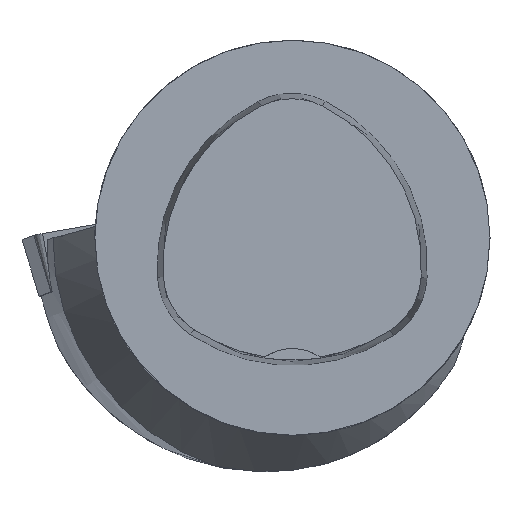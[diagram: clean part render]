
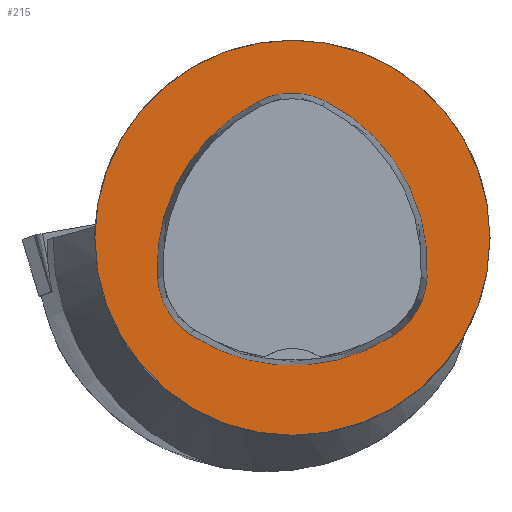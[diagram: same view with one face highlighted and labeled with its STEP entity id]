
A CAD part, top view. The second image highlights one B-rep face of the part: STEP entity #215.
In plain terms, the highlighted planar face has unit normal (0, 0, 1).
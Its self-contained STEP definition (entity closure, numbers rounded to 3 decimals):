
#215=ADVANCED_FACE('',(#398,#399),#252,.T.);
#252=PLANE('',#1168);
#398=FACE_BOUND('',#454,.T.);
#399=FACE_BOUND('',#455,.T.);
#454=EDGE_LOOP('',(#646,#647,#648,#649,#650,#651));
#455=EDGE_LOOP('',(#652));
#646=ORIENTED_EDGE('',*,*,#931,.T.);
#647=ORIENTED_EDGE('',*,*,#911,.T.);
#648=ORIENTED_EDGE('',*,*,#915,.T.);
#649=ORIENTED_EDGE('',*,*,#918,.T.);
#650=ORIENTED_EDGE('',*,*,#921,.T.);
#651=ORIENTED_EDGE('',*,*,#929,.T.);
#652=ORIENTED_EDGE('',*,*,#902,.F.);
#798=VERTEX_POINT('',#1825);
#807=VERTEX_POINT('',#1844);
#808=VERTEX_POINT('',#1845);
#811=VERTEX_POINT('',#1853);
#813=VERTEX_POINT('',#1859);
#815=VERTEX_POINT('',#1865);
#822=VERTEX_POINT('',#1886);
#902=EDGE_CURVE('',#798,#798,#980,.T.);
#911=EDGE_CURVE('',#807,#808,#981,.T.);
#915=EDGE_CURVE('',#808,#811,#983,.T.);
#918=EDGE_CURVE('',#811,#813,#985,.T.);
#921=EDGE_CURVE('',#813,#815,#987,.T.);
#929=EDGE_CURVE('',#815,#822,#991,.T.);
#931=EDGE_CURVE('',#822,#807,#993,.T.);
#980=CIRCLE('',#1140,16.);
#981=CIRCLE('',#1146,15.);
#983=CIRCLE('',#1149,6.);
#985=CIRCLE('',#1152,15.);
#987=CIRCLE('',#1155,6.);
#991=CIRCLE('',#1160,15.);
#993=CIRCLE('',#1163,6.);
#1140=AXIS2_PLACEMENT_3D('',#1824,#1347,#1348);
#1146=AXIS2_PLACEMENT_3D('',#1843,#1363,#1364);
#1149=AXIS2_PLACEMENT_3D('',#1852,#1371,#1372);
#1152=AXIS2_PLACEMENT_3D('',#1858,#1378,#1379);
#1155=AXIS2_PLACEMENT_3D('',#1864,#1385,#1386);
#1160=AXIS2_PLACEMENT_3D('',#1887,#1397,#1398);
#1163=AXIS2_PLACEMENT_3D('',#1890,#1403,#1404);
#1168=AXIS2_PLACEMENT_3D('',#1895,#1413,#1414);
#1347=DIRECTION('',(0.,0.,-1.));
#1348=DIRECTION('',(-1.,0.,0.));
#1363=DIRECTION('',(0.,0.,-1.));
#1364=DIRECTION('',(-1.,0.,0.));
#1371=DIRECTION('',(0.,0.,-1.));
#1372=DIRECTION('',(-1.,0.,0.));
#1378=DIRECTION('',(0.,0.,-1.));
#1379=DIRECTION('',(-1.,0.,0.));
#1385=DIRECTION('',(0.,0.,-1.));
#1386=DIRECTION('',(-1.,0.,0.));
#1397=DIRECTION('',(0.,0.,-1.));
#1398=DIRECTION('',(-1.,0.,0.));
#1403=DIRECTION('',(0.,0.,-1.));
#1404=DIRECTION('',(-1.,0.,0.));
#1413=DIRECTION('',(0.,0.,1.));
#1414=DIRECTION('',(1.,0.,0.));
#1824=CARTESIAN_POINT('',(0.,0.,0.));
#1825=CARTESIAN_POINT('',(-16.,0.,0.));
#1843=CARTESIAN_POINT('',(4.048,-2.316,0.));
#1844=CARTESIAN_POINT('',(-10.926,-3.206,0.));
#1845=CARTESIAN_POINT('',(-2.774,11.043,0.));
#1852=CARTESIAN_POINT('',(-0.045,5.7,0.));
#1853=CARTESIAN_POINT('',(2.638,11.066,0.));
#1858=CARTESIAN_POINT('',(-4.07,-2.35,0.));
#1859=CARTESIAN_POINT('',(10.903,-3.249,0.));
#1864=CARTESIAN_POINT('',(4.914,-2.889,0.));
#1865=CARTESIAN_POINT('',(8.177,-7.924,0.));
#1886=CARTESIAN_POINT('',(-8.24,-7.859,0.));
#1887=CARTESIAN_POINT('',(0.019,4.663,0.));
#1890=CARTESIAN_POINT('',(-4.936,-2.85,0.));
#1895=CARTESIAN_POINT('',(0.,0.,0.));
